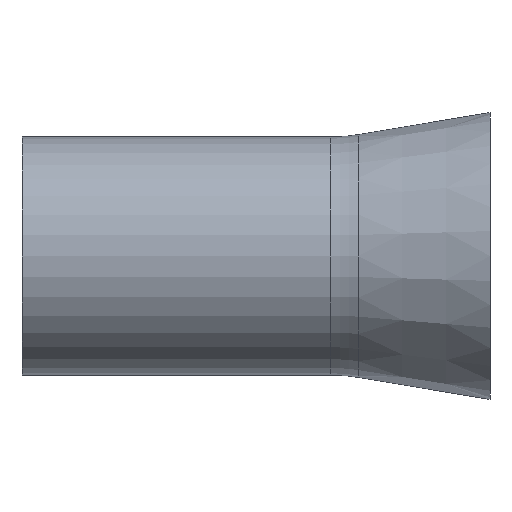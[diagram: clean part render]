
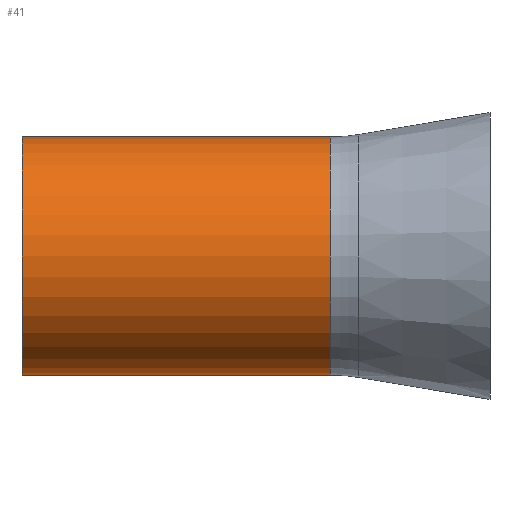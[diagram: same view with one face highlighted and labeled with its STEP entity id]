
A CAD part, front view. The second image highlights one B-rep face of the part: STEP entity #41.
In plain terms, the highlighted cylindrical face has radius 14 mm (diameter 28 mm), a partial arc.
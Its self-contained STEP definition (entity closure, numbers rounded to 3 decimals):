
#2 = VERTEX_POINT ( 'NONE', #392 ) ;
#21 = EDGE_CURVE ( 'NONE', #81, #106, #221, .T. ) ;
#26 = AXIS2_PLACEMENT_3D ( 'NONE', #307, #306, #387 ) ;
#34 = ORIENTED_EDGE ( 'NONE', *, *, #336, .T. ) ;
#41 = ADVANCED_FACE ( 'NONE', ( #123 ), #87, .T. ) ;
#46 = ORIENTED_EDGE ( 'NONE', *, *, #21, .F. ) ;
#54 = CARTESIAN_POINT ( 'NONE',  ( -117.58, 0., 14. ) ) ;
#65 = LINE ( 'NONE', #328, #303 ) ;
#74 = CIRCLE ( 'NONE', #348, 14. ) ;
#81 = VERTEX_POINT ( 'NONE', #54 ) ;
#87 = CYLINDRICAL_SURFACE ( 'NONE', #121, 14. ) ;
#106 = VERTEX_POINT ( 'NONE', #255 ) ;
#121 = AXIS2_PLACEMENT_3D ( 'NONE', #261, #251, #191 ) ;
#122 = CARTESIAN_POINT ( 'NONE',  ( -117.58, 0., -14. ) ) ;
#123 = FACE_OUTER_BOUND ( 'NONE', #234, .T. ) ;
#127 = DIRECTION ( 'NONE',  ( 1., 0., 0. ) ) ;
#149 = EDGE_CURVE ( 'NONE', #106, #2, #74, .T. ) ;
#191 = DIRECTION ( 'NONE',  ( 0., 0., -1. ) ) ;
#195 = DIRECTION ( 'NONE',  ( 1., 0., 0. ) ) ;
#216 = ORIENTED_EDGE ( 'NONE', *, *, #149, .F. ) ;
#221 = LINE ( 'NONE', #363, #333 ) ;
#234 = EDGE_LOOP ( 'NONE', ( #46, #334, #34, #216 ) ) ;
#251 = DIRECTION ( 'NONE',  ( 1., 0., 0. ) ) ;
#255 = CARTESIAN_POINT ( 'NONE',  ( -81.335, 0., 14. ) ) ;
#257 = CARTESIAN_POINT ( 'NONE',  ( -81.335, 0., 0. ) ) ;
#261 = CARTESIAN_POINT ( 'NONE',  ( 0., 0., 0. ) ) ;
#291 = DIRECTION ( 'NONE',  ( 1., 0., 0. ) ) ;
#303 = VECTOR ( 'NONE', #291, 1000. ) ;
#306 = DIRECTION ( 'NONE',  ( 1., 0., 0. ) ) ;
#307 = CARTESIAN_POINT ( 'NONE',  ( -117.58, 0., 0. ) ) ;
#328 = CARTESIAN_POINT ( 'NONE',  ( 0., 0., -14. ) ) ;
#333 = VECTOR ( 'NONE', #195, 1000. ) ;
#334 = ORIENTED_EDGE ( 'NONE', *, *, #403, .T. ) ;
#336 = EDGE_CURVE ( 'NONE', #347, #2, #65, .T. ) ;
#347 = VERTEX_POINT ( 'NONE', #122 ) ;
#348 = AXIS2_PLACEMENT_3D ( 'NONE', #257, #127, #400 ) ;
#363 = CARTESIAN_POINT ( 'NONE',  ( 0., 0., 14. ) ) ;
#387 = DIRECTION ( 'NONE',  ( 0., 0., -1. ) ) ;
#388 = CIRCLE ( 'NONE', #26, 14. ) ;
#392 = CARTESIAN_POINT ( 'NONE',  ( -81.335, 0., -14. ) ) ;
#400 = DIRECTION ( 'NONE',  ( 0., 0., -1. ) ) ;
#403 = EDGE_CURVE ( 'NONE', #81, #347, #388, .T. ) ;
